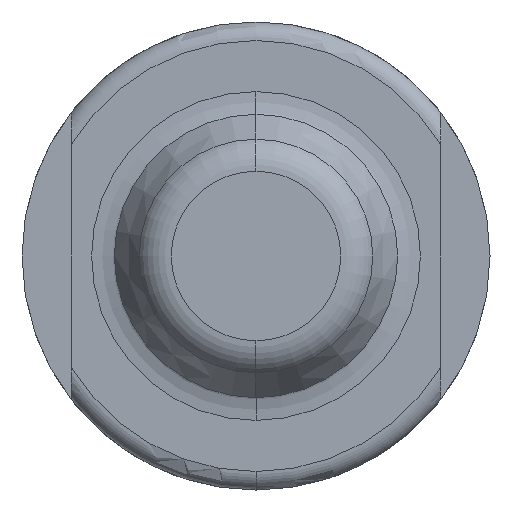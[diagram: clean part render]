
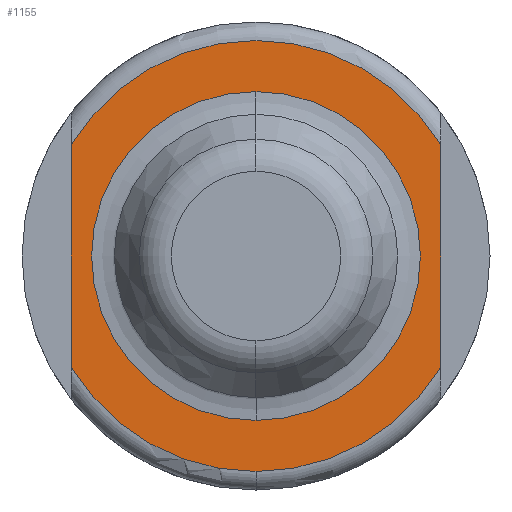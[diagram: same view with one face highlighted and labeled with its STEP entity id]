
A CAD part, left-side view. The second image highlights one B-rep face of the part: STEP entity #1155.
In plain terms, the highlighted planar face has unit normal (-1, 0, 0).
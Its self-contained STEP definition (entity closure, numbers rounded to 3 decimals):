
#4 = DIRECTION ( 'NONE',  ( 0., 0., -1. ) ) ;
#82 = CARTESIAN_POINT ( 'NONE',  ( -5.075, 15., 0. ) ) ;
#142 = LINE ( 'NONE', #82, #1267 ) ;
#143 = CARTESIAN_POINT ( 'NONE',  ( -5.075, -15., 9.014 ) ) ;
#282 = DIRECTION ( 'NONE',  ( 0., 0., -1. ) ) ;
#361 = CARTESIAN_POINT ( 'NONE',  ( -5.075, 0., -13.35 ) ) ;
#379 = ORIENTED_EDGE ( 'NONE', *, *, #869, .T. ) ;
#451 = CARTESIAN_POINT ( 'NONE',  ( -5.075, 15., 9.014 ) ) ;
#472 = DIRECTION ( 'NONE',  ( 1., 0., 0. ) ) ;
#515 = CARTESIAN_POINT ( 'NONE',  ( -5.075, 0., -17.5 ) ) ;
#523 = AXIS2_PLACEMENT_3D ( 'NONE', #3638, #1298, #282 ) ;
#654 = ORIENTED_EDGE ( 'NONE', *, *, #3657, .T. ) ;
#689 = DIRECTION ( 'NONE',  ( 0., 0., 1. ) ) ;
#707 = EDGE_CURVE ( 'NONE', #2733, #3547, #1418, .T. ) ;
#724 = DIRECTION ( 'NONE',  ( 1., 0., 0. ) ) ;
#761 = CARTESIAN_POINT ( 'NONE',  ( -5.075, -15., -9.014 ) ) ;
#794 = DIRECTION ( 'NONE',  ( -1., 0., 0. ) ) ;
#869 = EDGE_CURVE ( 'NONE', #1324, #2991, #946, .T. ) ;
#906 = ORIENTED_EDGE ( 'NONE', *, *, #2124, .T. ) ;
#908 = EDGE_CURVE ( 'NONE', #3547, #4043, #3282, .T. ) ;
#946 = CIRCLE ( 'NONE', #3681, 17.5 ) ;
#953 = AXIS2_PLACEMENT_3D ( 'NONE', #3006, #472, #4 ) ;
#1062 = FACE_BOUND ( 'NONE', #2481, .T. ) ;
#1069 = DIRECTION ( 'NONE',  ( -1., 0., 0. ) ) ;
#1131 = DIRECTION ( 'NONE',  ( 0., 0., -1. ) ) ;
#1155 = ADVANCED_FACE ( 'NONE', ( #4063, #1062 ), #2431, .F. ) ;
#1267 = VECTOR ( 'NONE', #2079, 1000. ) ;
#1298 = DIRECTION ( 'NONE',  ( -1., 0., 0. ) ) ;
#1324 = VERTEX_POINT ( 'NONE', #2567 ) ;
#1418 = LINE ( 'NONE', #2685, #2845 ) ;
#1443 = CIRCLE ( 'NONE', #523, 17.5 ) ;
#1553 = ORIENTED_EDGE ( 'NONE', *, *, #908, .T. ) ;
#1598 = DIRECTION ( 'NONE',  ( 0., 0., -1. ) ) ;
#1715 = AXIS2_PLACEMENT_3D ( 'NONE', #4070, #794, #3143 ) ;
#2003 = AXIS2_PLACEMENT_3D ( 'NONE', #2605, #2299, #1598 ) ;
#2079 = DIRECTION ( 'NONE',  ( 0., 0., -1. ) ) ;
#2124 = EDGE_CURVE ( 'NONE', #4043, #1324, #142, .T. ) ;
#2299 = DIRECTION ( 'NONE',  ( 1., 0., 0. ) ) ;
#2410 = CARTESIAN_POINT ( 'NONE',  ( -5.075, 10., 0. ) ) ;
#2431 = PLANE ( 'NONE',  #4198 ) ;
#2452 = ORIENTED_EDGE ( 'NONE', *, *, #707, .T. ) ;
#2481 = EDGE_LOOP ( 'NONE', ( #3015, #4282 ) ) ;
#2567 = CARTESIAN_POINT ( 'NONE',  ( -5.075, 15., -9.014 ) ) ;
#2605 = CARTESIAN_POINT ( 'NONE',  ( -5.075, 0., 0. ) ) ;
#2648 = CARTESIAN_POINT ( 'NONE',  ( -5.075, 0., 13.35 ) ) ;
#2685 = CARTESIAN_POINT ( 'NONE',  ( -5.075, -15., 0. ) ) ;
#2733 = VERTEX_POINT ( 'NONE', #761 ) ;
#2773 = CIRCLE ( 'NONE', #953, 13.35 ) ;
#2830 = EDGE_CURVE ( 'NONE', #4225, #3175, #2773, .T. ) ;
#2845 = VECTOR ( 'NONE', #689, 1000. ) ;
#2991 = VERTEX_POINT ( 'NONE', #515 ) ;
#3006 = CARTESIAN_POINT ( 'NONE',  ( -5.075, 0., 0. ) ) ;
#3015 = ORIENTED_EDGE ( 'NONE', *, *, #2830, .T. ) ;
#3102 = CARTESIAN_POINT ( 'NONE',  ( -5.075, 0., 0. ) ) ;
#3143 = DIRECTION ( 'NONE',  ( 0., 0., -1. ) ) ;
#3175 = VERTEX_POINT ( 'NONE', #2648 ) ;
#3223 = EDGE_CURVE ( 'NONE', #3175, #4225, #3894, .T. ) ;
#3282 = CIRCLE ( 'NONE', #1715, 17.5 ) ;
#3385 = EDGE_LOOP ( 'NONE', ( #1553, #906, #379, #654, #2452 ) ) ;
#3547 = VERTEX_POINT ( 'NONE', #143 ) ;
#3638 = CARTESIAN_POINT ( 'NONE',  ( -5.075, 0., 0. ) ) ;
#3657 = EDGE_CURVE ( 'NONE', #2991, #2733, #1443, .T. ) ;
#3681 = AXIS2_PLACEMENT_3D ( 'NONE', #3102, #1069, #1131 ) ;
#3793 = DIRECTION ( 'NONE',  ( 0., 0., -1. ) ) ;
#3894 = CIRCLE ( 'NONE', #2003, 13.35 ) ;
#4043 = VERTEX_POINT ( 'NONE', #451 ) ;
#4063 = FACE_OUTER_BOUND ( 'NONE', #3385, .T. ) ;
#4070 = CARTESIAN_POINT ( 'NONE',  ( -5.075, 0., 0. ) ) ;
#4198 = AXIS2_PLACEMENT_3D ( 'NONE', #2410, #724, #3793 ) ;
#4225 = VERTEX_POINT ( 'NONE', #361 ) ;
#4282 = ORIENTED_EDGE ( 'NONE', *, *, #3223, .T. ) ;
